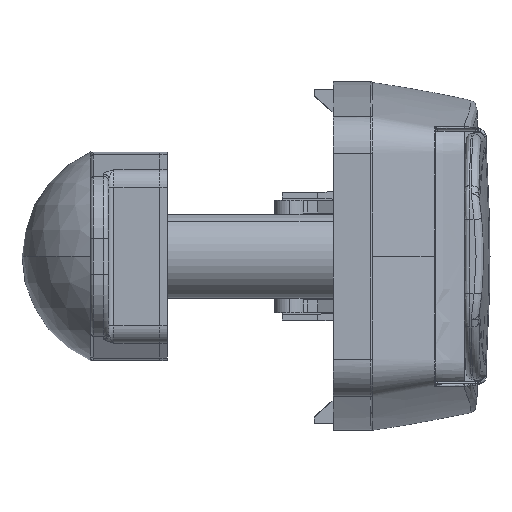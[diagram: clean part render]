
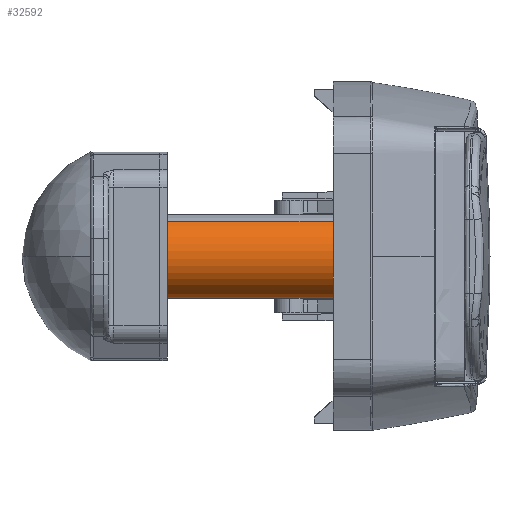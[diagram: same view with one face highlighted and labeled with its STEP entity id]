
A CAD part, left-side view. The second image highlights one B-rep face of the part: STEP entity #32592.
In plain terms, the highlighted cylindrical face has radius 16.5 mm (diameter 33 mm), a partial arc.
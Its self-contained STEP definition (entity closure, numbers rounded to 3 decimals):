
#361 = CYLINDRICAL_SURFACE ( 'NONE', #12709, 16.5 ) ;
#688 = CARTESIAN_POINT ( 'NONE',  ( 0., 32.5, 16.5 ) ) ;
#1841 = VECTOR ( 'NONE', #14606, 1000. ) ;
#3198 = FACE_OUTER_BOUND ( 'NONE', #33714, .T. ) ;
#3378 = EDGE_CURVE ( 'NONE', #8472, #23718, #15039, .T. ) ;
#3432 = VECTOR ( 'NONE', #20534, 1000. ) ;
#3946 = LINE ( 'NONE', #14775, #1841 ) ;
#5602 = DIRECTION ( 'NONE',  ( 0., 1., 0. ) ) ;
#5767 = DIRECTION ( 'NONE',  ( 0., 0., 1. ) ) ;
#8472 = VERTEX_POINT ( 'NONE', #22838 ) ;
#9723 = CARTESIAN_POINT ( 'NONE',  ( 0., 32.5, -16.5 ) ) ;
#10242 = VERTEX_POINT ( 'NONE', #16272 ) ;
#10281 = ORIENTED_EDGE ( 'NONE', *, *, #17721, .T. ) ;
#11198 = CARTESIAN_POINT ( 'NONE',  ( 0., 32.5, 0. ) ) ;
#11371 = DIRECTION ( 'NONE',  ( 0., -1., 0. ) ) ;
#11473 = ORIENTED_EDGE ( 'NONE', *, *, #3378, .F. ) ;
#12709 = AXIS2_PLACEMENT_3D ( 'NONE', #11198, #11371, #22181 ) ;
#14606 = DIRECTION ( 'NONE',  ( 0., -1., 0. ) ) ;
#14775 = CARTESIAN_POINT ( 'NONE',  ( 0., 32.5, 16.5 ) ) ;
#15039 = LINE ( 'NONE', #9723, #3432 ) ;
#15364 = CIRCLE ( 'NONE', #22706, 16.5 ) ;
#16272 = CARTESIAN_POINT ( 'NONE',  ( 0., -32.5, 16.5 ) ) ;
#16966 = EDGE_CURVE ( 'NONE', #20474, #8472, #15364, .T. ) ;
#17721 = EDGE_CURVE ( 'NONE', #10242, #23718, #21950, .T. ) ;
#18775 = DIRECTION ( 'NONE',  ( 0., 0., 1. ) ) ;
#19083 = CARTESIAN_POINT ( 'NONE',  ( 0., -32.5, 0. ) ) ;
#20474 = VERTEX_POINT ( 'NONE', #688 ) ;
#20534 = DIRECTION ( 'NONE',  ( 0., -1., 0. ) ) ;
#20727 = CARTESIAN_POINT ( 'NONE',  ( 0., -32.5, -16.5 ) ) ;
#21092 = DIRECTION ( 'NONE',  ( 0., 1., 0. ) ) ;
#21950 = CIRCLE ( 'NONE', #24789, 16.5 ) ;
#22181 = DIRECTION ( 'NONE',  ( 0., 0., -1. ) ) ;
#22706 = AXIS2_PLACEMENT_3D ( 'NONE', #24116, #21092, #18775 ) ;
#22838 = CARTESIAN_POINT ( 'NONE',  ( 0., 32.5, -16.5 ) ) ;
#23718 = VERTEX_POINT ( 'NONE', #20727 ) ;
#24116 = CARTESIAN_POINT ( 'NONE',  ( 0., 32.5, 0. ) ) ;
#24602 = ORIENTED_EDGE ( 'NONE', *, *, #16966, .F. ) ;
#24789 = AXIS2_PLACEMENT_3D ( 'NONE', #19083, #5602, #5767 ) ;
#32443 = ORIENTED_EDGE ( 'NONE', *, *, #33721, .T. ) ;
#32592 = ADVANCED_FACE ( 'NONE', ( #3198 ), #361, .T. ) ;
#33714 = EDGE_LOOP ( 'NONE', ( #24602, #32443, #10281, #11473 ) ) ;
#33721 = EDGE_CURVE ( 'NONE', #20474, #10242, #3946, .T. ) ;
